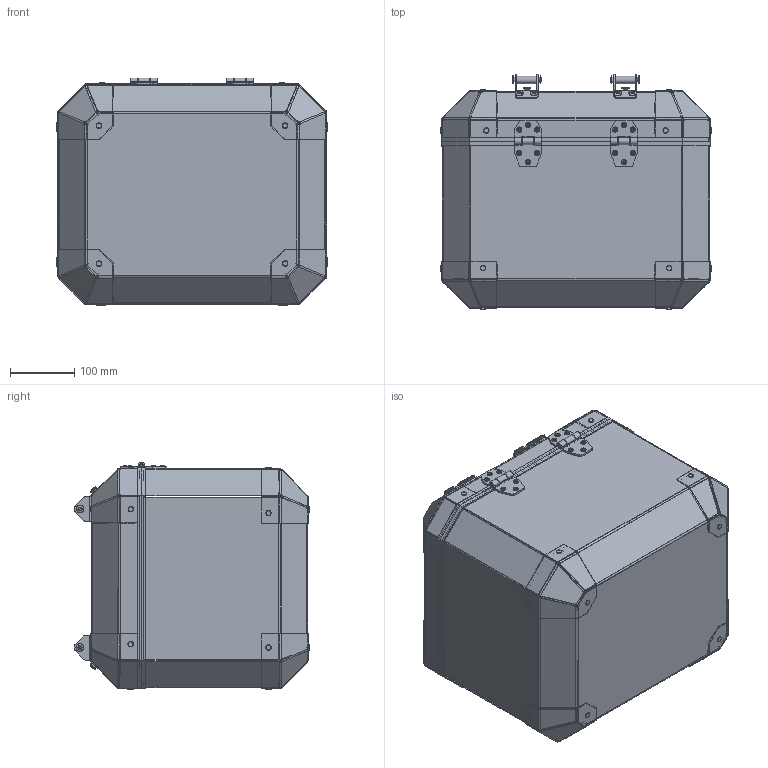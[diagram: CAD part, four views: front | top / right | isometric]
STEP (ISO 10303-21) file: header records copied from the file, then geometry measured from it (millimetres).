
FILE_DESCRIPTION(('FreeCAD Model'),'2;1');
FILE_NAME('Open CASCADE Shape Model','2025-05-04T19:51:50',('FreeCAD'),( 'FreeCAD'),'Open CASCADE STEP processor 7.6','FreeCAD','Unknown');
FILE_SCHEMA(('AUTOMOTIVE_DESIGN { 1 0 10303 214 1 1 1 1 }'));
Products named in the file (1): Open CASCADE STEP translator 7.6 1
Bounding box: 421.8 x 365.95 x 354.68 mm (x, y, z)
Volume: 1039088.9 mm3; surface area: 1854593.7 mm2
Topology: 114 solids, 114 shells, 4286 faces, 10004 edges, 5860 vertices
Faces by surface type: bspline 4286
Entity records: 128390 total; most frequent: CARTESIAN_POINT 71257, ORIENTED_EDGE 19688, EDGE_CURVE 9844, B_SPLINE_CURVE_WITH_KNOTS 6148, VERTEX_POINT 5860, FACE_BOUND 4600, EDGE_LOOP 4600, ADVANCED_FACE 4286
